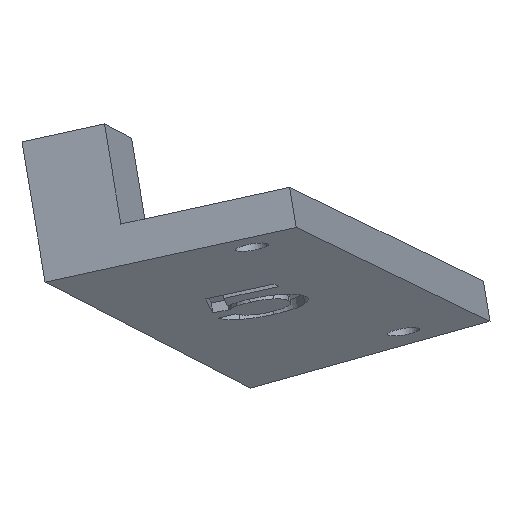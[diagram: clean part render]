
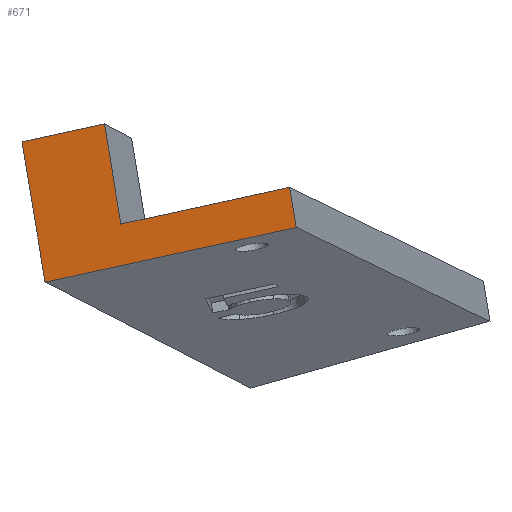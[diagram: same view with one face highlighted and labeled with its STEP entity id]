
A CAD part, top view. The second image highlights one B-rep face of the part: STEP entity #671.
In plain terms, the highlighted planar face has unit normal (-0.279, 0.145, 0.949).
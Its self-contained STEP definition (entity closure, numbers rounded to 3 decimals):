
#44=PLANE('',#711);
#79=FACE_OUTER_BOUND('',#116,.T.);
#116=EDGE_LOOP('',(#589,#590,#591,#592,#593,#594));
#160=LINE('',#1224,#220);
#166=LINE('',#1240,#226);
#167=LINE('',#1243,#227);
#173=LINE('',#1263,#233);
#179=LINE('',#1274,#239);
#180=LINE('',#1276,#240);
#220=VECTOR('',#772,10.);
#226=VECTOR('',#788,10.);
#227=VECTOR('',#791,10.);
#233=VECTOR('',#811,10.);
#239=VECTOR('',#821,10.);
#240=VECTOR('',#824,10.);
#316=VERTEX_POINT('',#1218);
#318=VERTEX_POINT('',#1222);
#323=VERTEX_POINT('',#1238);
#324=VERTEX_POINT('',#1242);
#331=VERTEX_POINT('',#1262);
#334=VERTEX_POINT('',#1272);
#404=EDGE_CURVE('',#316,#318,#160,.F.);
#412=EDGE_CURVE('',#323,#318,#166,.T.);
#413=EDGE_CURVE('',#316,#324,#167,.T.);
#423=EDGE_CURVE('',#324,#331,#173,.T.);
#429=EDGE_CURVE('',#323,#334,#179,.T.);
#430=EDGE_CURVE('',#331,#334,#180,.T.);
#589=ORIENTED_EDGE('',*,*,#429,.T.);
#590=ORIENTED_EDGE('',*,*,#430,.F.);
#591=ORIENTED_EDGE('',*,*,#423,.F.);
#592=ORIENTED_EDGE('',*,*,#413,.F.);
#593=ORIENTED_EDGE('',*,*,#404,.T.);
#594=ORIENTED_EDGE('',*,*,#412,.F.);
#671=ADVANCED_FACE('',(#79),#44,.T.);
#711=AXIS2_PLACEMENT_3D('',#1275,#822,#823);
#772=DIRECTION('',(0.159,-0.968,0.195));
#788=DIRECTION('',(0.947,0.206,0.247));
#791=DIRECTION('',(0.947,0.206,0.247));
#811=DIRECTION('',(0.159,-0.968,0.195));
#821=DIRECTION('',(0.159,-0.968,0.195));
#822=DIRECTION('center_axis',(-0.279,0.145,0.949));
#823=DIRECTION('ref_axis',(-0.947,-0.206,-0.247));
#824=DIRECTION('',(-0.947,-0.206,-0.247));
#1218=CARTESIAN_POINT('',(-24.921,-8.728,121.524));
#1222=CARTESIAN_POINT('',(-25.718,-3.89,120.549));
#1224=CARTESIAN_POINT('',(-24.921,-8.728,121.524));
#1238=CARTESIAN_POINT('',(-29.695,-4.754,119.512));
#1240=CARTESIAN_POINT('',(-29.695,-4.754,119.512));
#1242=CARTESIAN_POINT('',(-16.777,-6.959,123.647));
#1243=CARTESIAN_POINT('',(-28.898,-9.593,120.487));
#1262=CARTESIAN_POINT('',(-16.458,-8.894,124.037));
#1263=CARTESIAN_POINT('',(-16.777,-6.959,123.647));
#1272=CARTESIAN_POINT('',(-28.579,-11.528,120.877));
#1274=CARTESIAN_POINT('',(-28.898,-9.593,120.487));
#1275=CARTESIAN_POINT('Origin',(-16.777,-6.959,123.647));
#1276=CARTESIAN_POINT('',(-28.579,-11.528,120.877));
